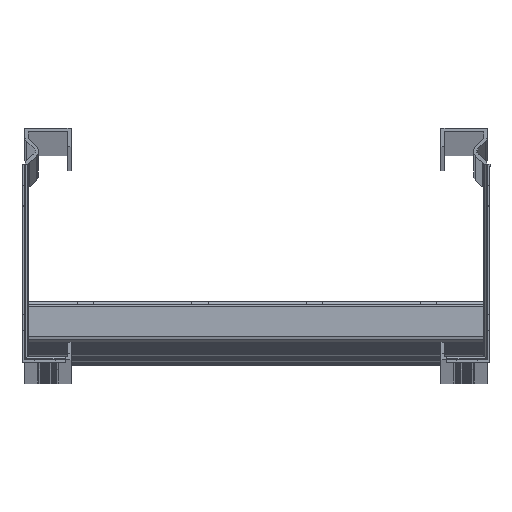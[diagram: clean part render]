
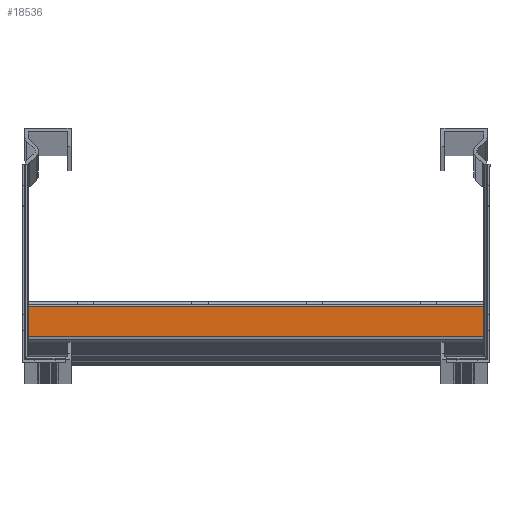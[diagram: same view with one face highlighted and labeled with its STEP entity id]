
A CAD part, top view. The second image highlights one B-rep face of the part: STEP entity #18536.
In plain terms, the highlighted face is planar.
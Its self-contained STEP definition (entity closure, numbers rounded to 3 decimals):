
#2283 = LINE ( 'NONE', #31297, #30606 ) ;
#2562 = VECTOR ( 'NONE', #4071, 1000. ) ;
#3032 = PLANE ( 'NONE',  #11409 ) ;
#3127 = EDGE_CURVE ( 'NONE', #13834, #22271, #18910, .T. ) ;
#3674 = EDGE_LOOP ( 'NONE', ( #26579, #27563, #31210, #27126 ) ) ;
#4071 = DIRECTION ( 'NONE',  ( 0., -1., 0. ) ) ;
#4466 = EDGE_CURVE ( 'NONE', #10486, #13834, #24226, .T. ) ;
#5074 = CARTESIAN_POINT ( 'NONE',  ( 18., 2.5, -98.5 ) ) ;
#7192 = CARTESIAN_POINT ( 'NONE',  ( 18., 2.5, 98.5 ) ) ;
#7551 = LINE ( 'NONE', #19802, #2562 ) ;
#8321 = CARTESIAN_POINT ( 'NONE',  ( 18., 18., 98.5 ) ) ;
#10200 = DIRECTION ( 'NONE',  ( 0., 0., -1. ) ) ;
#10486 = VERTEX_POINT ( 'NONE', #18885 ) ;
#10860 = CARTESIAN_POINT ( 'NONE',  ( 18., 18., 98.5 ) ) ;
#10861 = EDGE_CURVE ( 'NONE', #10486, #28272, #2283, .T. ) ;
#11409 = AXIS2_PLACEMENT_3D ( 'NONE', #10860, #32078, #19132 ) ;
#13834 = VERTEX_POINT ( 'NONE', #7192 ) ;
#14642 = CARTESIAN_POINT ( 'NONE',  ( 18., 15.5, -98.5 ) ) ;
#15839 = FACE_OUTER_BOUND ( 'NONE', #3674, .T. ) ;
#16005 = VECTOR ( 'NONE', #20691, 1000. ) ;
#17166 = VECTOR ( 'NONE', #21722, 1000. ) ;
#18536 = ADVANCED_FACE ( 'NONE', ( #15839 ), #3032, .T. ) ;
#18885 = CARTESIAN_POINT ( 'NONE',  ( 18., 15.5, 98.5 ) ) ;
#18910 = LINE ( 'NONE', #25688, #16005 ) ;
#19132 = DIRECTION ( 'NONE',  ( 0., 0., -1. ) ) ;
#19802 = CARTESIAN_POINT ( 'NONE',  ( 18., 18., -98.5 ) ) ;
#20691 = DIRECTION ( 'NONE',  ( 0., 0., -1. ) ) ;
#21722 = DIRECTION ( 'NONE',  ( 0., -1., 0. ) ) ;
#22271 = VERTEX_POINT ( 'NONE', #5074 ) ;
#23185 = EDGE_CURVE ( 'NONE', #28272, #22271, #7551, .T. ) ;
#24226 = LINE ( 'NONE', #8321, #17166 ) ;
#25688 = CARTESIAN_POINT ( 'NONE',  ( 18., 2.5, 98.5 ) ) ;
#26579 = ORIENTED_EDGE ( 'NONE', *, *, #23185, .F. ) ;
#27126 = ORIENTED_EDGE ( 'NONE', *, *, #3127, .T. ) ;
#27563 = ORIENTED_EDGE ( 'NONE', *, *, #10861, .F. ) ;
#28272 = VERTEX_POINT ( 'NONE', #14642 ) ;
#30606 = VECTOR ( 'NONE', #10200, 1000. ) ;
#31210 = ORIENTED_EDGE ( 'NONE', *, *, #4466, .T. ) ;
#31297 = CARTESIAN_POINT ( 'NONE',  ( 18., 15.5, 98.5 ) ) ;
#32078 = DIRECTION ( 'NONE',  ( 1., 0., 0. ) ) ;
